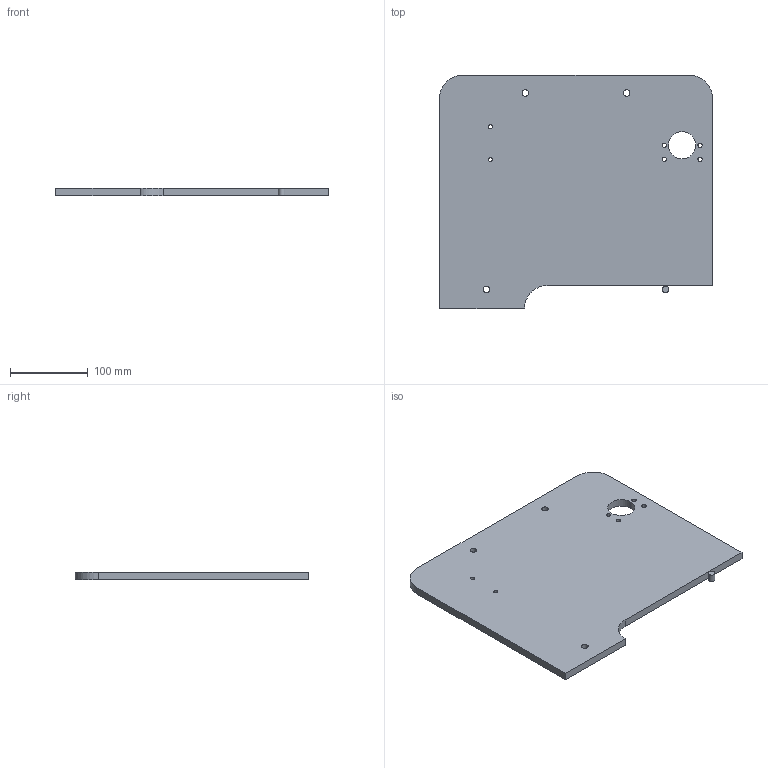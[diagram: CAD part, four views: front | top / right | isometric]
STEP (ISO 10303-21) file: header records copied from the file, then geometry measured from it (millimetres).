
FILE_DESCRIPTION (( 'STEP AP203' ), '1' );
FILE_NAME ('lateral eje y_Predeterminado_sldprt.STEP', '2017-12-03T21:13:43', ( '' ), ( '' ), 'SwSTEP 2.0', 'SolidWorks 2017', '' );
FILE_SCHEMA (( 'CONFIG_CONTROL_DESIGN' ));
Length unit declared in the file: millimetre
Products named in the file (1): lateral eje y_Predeterminado_sldprt
Bounding box: 350 x 300 x 10 mm (x, y, z)
Volume: 963525.4 mm3; surface area: 208503 mm2
Topology: 2 solids, 2 shells, 35 faces, 93 edges, 62 vertices
Faces by surface type: cylinder 25, plane 10
Entity records: 1232 total; most frequent: DIRECTION 215, CARTESIAN_POINT 191, ORIENTED_EDGE 186, EDGE_CURVE 93, AXIS2_PLACEMENT_3D 86, VERTEX_POINT 62, EDGE_LOOP 55, CIRCLE 50
